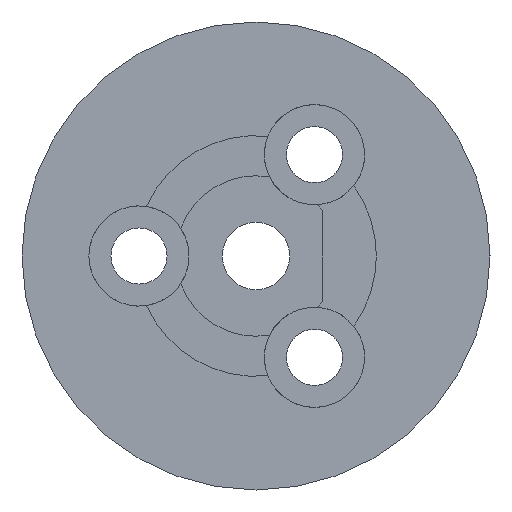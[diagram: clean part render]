
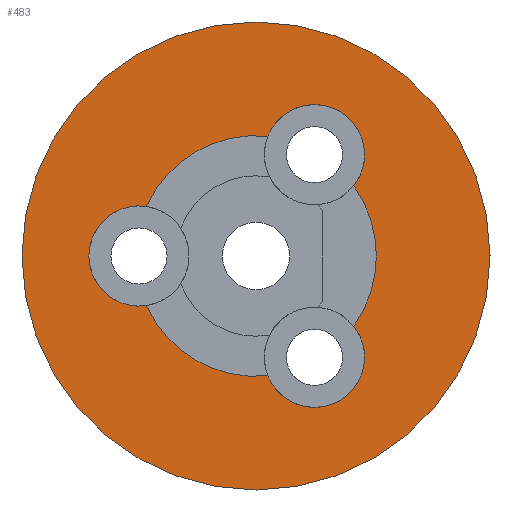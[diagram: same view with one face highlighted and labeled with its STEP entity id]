
A CAD part, left-side view. The second image highlights one B-rep face of the part: STEP entity #483.
In plain terms, the highlighted planar face has unit normal (-1, 0, 0).
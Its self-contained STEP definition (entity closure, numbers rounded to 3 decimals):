
#48=FACE_BOUND('',#90,.T.);
#61=FACE_OUTER_BOUND('',#89,.T.);
#89=EDGE_LOOP('',(#355));
#90=EDGE_LOOP('',(#356,#357,#358,#359,#360,#361,#362));
#194=CIRCLE('',#552,17.5);
#195=CIRCLE('',#553,9.);
#196=CIRCLE('',#554,3.75);
#197=CIRCLE('',#555,9.);
#198=CIRCLE('',#556,3.75);
#199=CIRCLE('',#557,3.75);
#200=CIRCLE('',#558,9.);
#201=CIRCLE('',#559,3.75);
#240=VERTEX_POINT('',#844);
#241=VERTEX_POINT('',#846);
#242=VERTEX_POINT('',#847);
#243=VERTEX_POINT('',#849);
#244=VERTEX_POINT('',#851);
#245=VERTEX_POINT('',#853);
#246=VERTEX_POINT('',#855);
#247=VERTEX_POINT('',#857);
#286=EDGE_CURVE('',#240,#240,#194,.T.);
#287=EDGE_CURVE('',#241,#242,#195,.F.);
#288=EDGE_CURVE('',#243,#242,#196,.T.);
#289=EDGE_CURVE('',#244,#243,#197,.T.);
#290=EDGE_CURVE('',#245,#244,#198,.T.);
#291=EDGE_CURVE('',#246,#245,#199,.T.);
#292=EDGE_CURVE('',#247,#246,#200,.T.);
#293=EDGE_CURVE('',#241,#247,#201,.T.);
#355=ORIENTED_EDGE('',*,*,#286,.T.);
#356=ORIENTED_EDGE('',*,*,#287,.T.);
#357=ORIENTED_EDGE('',*,*,#288,.F.);
#358=ORIENTED_EDGE('',*,*,#289,.F.);
#359=ORIENTED_EDGE('',*,*,#290,.F.);
#360=ORIENTED_EDGE('',*,*,#291,.F.);
#361=ORIENTED_EDGE('',*,*,#292,.F.);
#362=ORIENTED_EDGE('',*,*,#293,.F.);
#472=PLANE('',#551);
#483=ADVANCED_FACE('',(#61,#48),#472,.T.);
#551=AXIS2_PLACEMENT_3D('',#843,#665,#666);
#552=AXIS2_PLACEMENT_3D('',#845,#667,#668);
#553=AXIS2_PLACEMENT_3D('',#848,#669,#670);
#554=AXIS2_PLACEMENT_3D('',#850,#671,#672);
#555=AXIS2_PLACEMENT_3D('',#852,#673,#674);
#556=AXIS2_PLACEMENT_3D('',#854,#675,#676);
#557=AXIS2_PLACEMENT_3D('',#856,#677,#678);
#558=AXIS2_PLACEMENT_3D('',#858,#679,#680);
#559=AXIS2_PLACEMENT_3D('',#859,#681,#682);
#665=DIRECTION('center_axis',(-1.,0.,0.));
#666=DIRECTION('ref_axis',(0.,0.5,0.866));
#667=DIRECTION('center_axis',(-1.,0.,0.));
#668=DIRECTION('ref_axis',(0.,0.5,0.866));
#669=DIRECTION('center_axis',(-1.,0.,0.));
#670=DIRECTION('ref_axis',(0.,0.5,0.866));
#671=DIRECTION('center_axis',(-1.,0.,0.));
#672=DIRECTION('ref_axis',(0.,0.5,0.866));
#673=DIRECTION('center_axis',(-1.,0.,0.));
#674=DIRECTION('ref_axis',(0.,0.5,0.866));
#675=DIRECTION('center_axis',(-1.,0.,0.));
#676=DIRECTION('ref_axis',(0.,0.5,0.866));
#677=DIRECTION('center_axis',(-1.,0.,0.));
#678=DIRECTION('ref_axis',(0.,0.5,0.866));
#679=DIRECTION('center_axis',(-1.,0.,0.));
#680=DIRECTION('ref_axis',(0.,0.5,0.866));
#681=DIRECTION('center_axis',(-1.,0.,0.));
#682=DIRECTION('ref_axis',(0.,0.5,0.866));
#843=CARTESIAN_POINT('Origin',(1.,0.,0.));
#844=CARTESIAN_POINT('',(1.,-8.75,-15.155));
#845=CARTESIAN_POINT('Origin',(1.,0.,0.));
#846=CARTESIAN_POINT('',(1.,8.2,3.709));
#847=CARTESIAN_POINT('',(1.,-0.888,8.956));
#848=CARTESIAN_POINT('Origin',(1.,0.,0.));
#849=CARTESIAN_POINT('',(1.,-7.312,5.247));
#850=CARTESIAN_POINT('Origin',(1.,-4.375,7.578));
#851=CARTESIAN_POINT('',(1.,-7.312,-5.247));
#852=CARTESIAN_POINT('Origin',(1.,0.,0.));
#853=CARTESIAN_POINT('',(1.,-6.25,-10.825));
#854=CARTESIAN_POINT('Origin',(1.,-4.375,-7.578));
#855=CARTESIAN_POINT('',(1.,-0.888,-8.956));
#856=CARTESIAN_POINT('Origin',(1.,-4.375,-7.578));
#857=CARTESIAN_POINT('',(1.,8.2,-3.709));
#858=CARTESIAN_POINT('Origin',(1.,0.,0.));
#859=CARTESIAN_POINT('Origin',(1.,8.75,0.));
